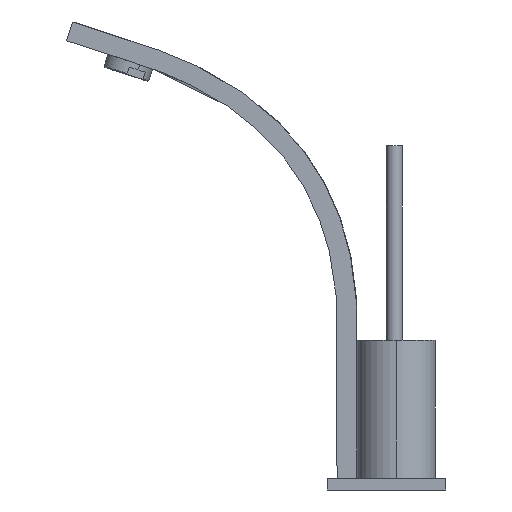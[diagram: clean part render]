
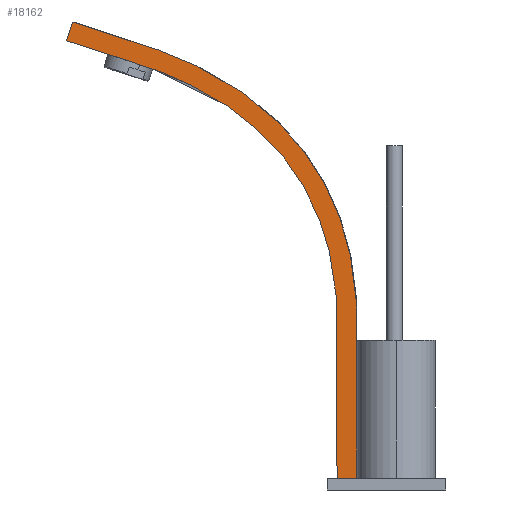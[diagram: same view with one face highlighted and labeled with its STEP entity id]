
A CAD part, left-side view. The second image highlights one B-rep face of the part: STEP entity #18162.
In plain terms, the highlighted planar face has unit normal (-1, 0.004, 0).
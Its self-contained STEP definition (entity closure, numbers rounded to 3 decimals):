
#746 = CARTESIAN_POINT ( 'NONE',  ( -23.119, 149.454, 222.573 ) ) ;
#1114 = CARTESIAN_POINT ( 'NONE',  ( -22.876, 211.22, 65.005 ) ) ;
#1133 = CARTESIAN_POINT ( 'NONE',  ( -23.232, 120.83, 223.781 ) ) ;
#1197 = CARTESIAN_POINT ( 'NONE',  ( -23.663, 11.421, 90.639 ) ) ;
#1251 = PLANE ( 'NONE',  #8454 ) ;
#1698 = FACE_OUTER_BOUND ( 'NONE', #17248, .T. ) ;
#1869 = VECTOR ( 'NONE', #2347, 1000. ) ;
#2142 = ORIENTED_EDGE ( 'NONE', *, *, #7685, .T. ) ;
#2304 = CARTESIAN_POINT ( 'NONE',  ( -23.614, 23.649, 110.421 ) ) ;
#2347 = DIRECTION ( 'NONE',  ( 0.001, 0.309, -0.951 ) ) ;
#2358 = B_SPLINE_CURVE_WITH_KNOTS ( 'NONE', 3,
 ( #14964, #10939, #8156, #15031, #2550, #2365, #16411, #12345, #7972, #12157, #2304, #13640, #6611, #3949, #12094, #8032, #9443, #10810, #12222, #3824, #6674, #8093, #17885, #9497, #10877, #2483, #12286, #3886, #13698, #746, #13365 ),
 .UNSPECIFIED., .F., .F.,
 ( 4, 3, 1, 1, 3, 1, 1, 1, 1, 1, 1, 1, 1, 1, 1, 1, 3, 1, 1, 3, 4 ),
 ( 0., 0.193, 0.238, 0.282, 0.326, 0.337, 0.375, 0.413, 0.451, 0.489, 0.565, 0.641, 0.718, 0.756, 0.794, 0.832, 0.837, 0.859, 0.881, 0.903, 1. ),
 .UNSPECIFIED. ) ;
#2365 = CARTESIAN_POINT ( 'NONE',  ( -23.623, 21.451, 76.979 ) ) ;
#2477 = CARTESIAN_POINT ( 'NONE',  ( -23.663, 11.451, 63.302 ) ) ;
#2483 = CARTESIAN_POINT ( 'NONE',  ( -23.22, 123.9, 214.264 ) ) ;
#2515 = CARTESIAN_POINT ( 'NONE',  ( -23.663, 11.451, 3.302 ) ) ;
#2550 = CARTESIAN_POINT ( 'NONE',  ( -23.623, 21.451, 67.861 ) ) ;
#3316 = DIRECTION ( 'NONE',  ( -0.004, -1., 0. ) ) ;
#3547 = ORIENTED_EDGE ( 'NONE', *, *, #9032, .T. ) ;
#3605 = ORIENTED_EDGE ( 'NONE', *, *, #5156, .F. ) ;
#3824 = CARTESIAN_POINT ( 'NONE',  ( -23.318, 98.884, 204.787 ) ) ;
#3886 = CARTESIAN_POINT ( 'NONE',  ( -23.194, 130.399, 216.377 ) ) ;
#3949 = CARTESIAN_POINT ( 'NONE',  ( -23.581, 32.211, 139.578 ) ) ;
#4190 = VERTEX_POINT ( 'NONE', #11967 ) ;
#5118 = CARTESIAN_POINT ( 'NONE',  ( -23.663, 11.451, 3.302 ) ) ;
#5156 = EDGE_CURVE ( 'NONE', #6270, #15564, #6485, .T. ) ;
#5375 = CARTESIAN_POINT ( 'NONE',  ( -23.215, 125.148, 225.185 ) ) ;
#6270 = VERTEX_POINT ( 'NONE', #14453 ) ;
#6485 = B_SPLINE_CURVE_WITH_KNOTS ( 'NONE', 3,
 ( #6601, #9554, #16406, #15023, #5375, #1133, #17806, #16588, #6792, #13634, #10867, #12215, #17994, #9437, #1197, #8210, #9617, #2477, #10803, #10993, #5118 ),
 .UNSPECIFIED., .F., .F.,
 ( 4, 3, 1, 1, 3, 1, 3, 1, 1, 3, 4 ),
 ( 0., 0.095, 0.116, 0.137, 0.159, 0.415, 0.689, 0.731, 0.773, 0.815, 1. ),
 .UNSPECIFIED. ) ;
#6601 = CARTESIAN_POINT ( 'NONE',  ( -23.094, 155.889, 235.18 ) ) ;
#6611 = CARTESIAN_POINT ( 'NONE',  ( -23.596, 28.38, 129.577 ) ) ;
#6674 = CARTESIAN_POINT ( 'NONE',  ( -23.289, 106.432, 208.019 ) ) ;
#6792 = CARTESIAN_POINT ( 'NONE',  ( -23.283, 107.957, 219.331 ) ) ;
#7394 = ORIENTED_EDGE ( 'NONE', *, *, #10409, .F. ) ;
#7685 = EDGE_CURVE ( 'NONE', #6270, #4190, #8751, .T. ) ;
#7972 = CARTESIAN_POINT ( 'NONE',  ( -23.618, 22.786, 104.31 ) ) ;
#8032 = CARTESIAN_POINT ( 'NONE',  ( -23.519, 47.853, 166.422 ) ) ;
#8093 = CARTESIAN_POINT ( 'NONE',  ( -23.272, 110.538, 209.612 ) ) ;
#8156 = CARTESIAN_POINT ( 'NONE',  ( -23.623, 21.451, 43.302 ) ) ;
#8210 = CARTESIAN_POINT ( 'NONE',  ( -23.663, 11.451, 76.953 ) ) ;
#8454 = AXIS2_PLACEMENT_3D ( 'NONE', #13821, #10925, #16456 ) ;
#8651 = VECTOR ( 'NONE', #3316, 1000. ) ;
#8751 = LINE ( 'NONE', #1114, #1869 ) ;
#8836 = CARTESIAN_POINT ( 'NONE',  ( -23.623, 21.451, 3.302 ) ) ;
#9032 = EDGE_CURVE ( 'NONE', #16636, #15564, #13429, .T. ) ;
#9437 = CARTESIAN_POINT ( 'NONE',  ( -23.66, 12.143, 99.719 ) ) ;
#9443 = CARTESIAN_POINT ( 'NONE',  ( -23.463, 62.099, 181.416 ) ) ;
#9497 = CARTESIAN_POINT ( 'NONE',  ( -23.262, 113.115, 210.6 ) ) ;
#9554 = CARTESIAN_POINT ( 'NONE',  ( -23.131, 146.362, 232.083 ) ) ;
#9617 = CARTESIAN_POINT ( 'NONE',  ( -23.663, 11.451, 67.853 ) ) ;
#10409 = EDGE_CURVE ( 'NONE', #16636, #4190, #2358, .T. ) ;
#10803 = CARTESIAN_POINT ( 'NONE',  ( -23.663, 11.451, 43.302 ) ) ;
#10810 = CARTESIAN_POINT ( 'NONE',  ( -23.407, 76.231, 192.153 ) ) ;
#10867 = CARTESIAN_POINT ( 'NONE',  ( -23.557, 38.138, 180.853 ) ) ;
#10877 = CARTESIAN_POINT ( 'NONE',  ( -23.245, 117.397, 212.156 ) ) ;
#10925 = DIRECTION ( 'NONE',  ( 1., -0.004, 0. ) ) ;
#10939 = CARTESIAN_POINT ( 'NONE',  ( -23.623, 21.451, 23.302 ) ) ;
#10993 = CARTESIAN_POINT ( 'NONE',  ( -23.663, 11.451, 23.302 ) ) ;
#11967 = CARTESIAN_POINT ( 'NONE',  ( -23.082, 158.981, 225.671 ) ) ;
#12094 = CARTESIAN_POINT ( 'NONE',  ( -23.557, 38.339, 152.136 ) ) ;
#12157 = CARTESIAN_POINT ( 'NONE',  ( -23.617, 22.934, 105.433 ) ) ;
#12215 = CARTESIAN_POINT ( 'NONE',  ( -23.643, 16.296, 133.585 ) ) ;
#12222 = CARTESIAN_POINT ( 'NONE',  ( -23.358, 88.822, 199.679 ) ) ;
#12286 = CARTESIAN_POINT ( 'NONE',  ( -23.203, 128.232, 215.673 ) ) ;
#12345 = CARTESIAN_POINT ( 'NONE',  ( -23.62, 22.192, 99.79 ) ) ;
#13365 = CARTESIAN_POINT ( 'NONE',  ( -23.082, 158.981, 225.671 ) ) ;
#13429 = LINE ( 'NONE', #17460, #8651 ) ;
#13634 = CARTESIAN_POINT ( 'NONE',  ( -23.383, 82.55, 209.672 ) ) ;
#13640 = CARTESIAN_POINT ( 'NONE',  ( -23.608, 25.34, 118.975 ) ) ;
#13698 = CARTESIAN_POINT ( 'NONE',  ( -23.157, 139.926, 219.475 ) ) ;
#13821 = CARTESIAN_POINT ( 'NONE',  ( -23.623, 21.451, 3.302 ) ) ;
#14453 = CARTESIAN_POINT ( 'NONE',  ( -23.094, 155.889, 235.18 ) ) ;
#14964 = CARTESIAN_POINT ( 'NONE',  ( -23.623, 21.451, 3.302 ) ) ;
#15023 = CARTESIAN_POINT ( 'NONE',  ( -23.206, 127.307, 225.887 ) ) ;
#15031 = CARTESIAN_POINT ( 'NONE',  ( -23.623, 21.451, 63.302 ) ) ;
#15564 = VERTEX_POINT ( 'NONE', #2515 ) ;
#16406 = CARTESIAN_POINT ( 'NONE',  ( -23.169, 136.834, 228.985 ) ) ;
#16411 = CARTESIAN_POINT ( 'NONE',  ( -23.623, 21.42, 90.696 ) ) ;
#16456 = DIRECTION ( 'NONE',  ( 0.004, 1., 0. ) ) ;
#16588 = CARTESIAN_POINT ( 'NONE',  ( -23.274, 110.079, 220.137 ) ) ;
#16636 = VERTEX_POINT ( 'NONE', #8836 ) ;
#17248 = EDGE_LOOP ( 'NONE', ( #3547, #3605, #2142, #7394 ) ) ;
#17460 = CARTESIAN_POINT ( 'NONE',  ( -23.623, 21.451, 3.302 ) ) ;
#17806 = CARTESIAN_POINT ( 'NONE',  ( -23.257, 114.349, 221.68 ) ) ;
#17885 = CARTESIAN_POINT ( 'NONE',  ( -23.271, 110.988, 209.784 ) ) ;
#17994 = CARTESIAN_POINT ( 'NONE',  ( -23.658, 12.697, 104.235 ) ) ;
#18162 = ADVANCED_FACE ( 'NONE', ( #1698 ), #1251, .F. ) ;
